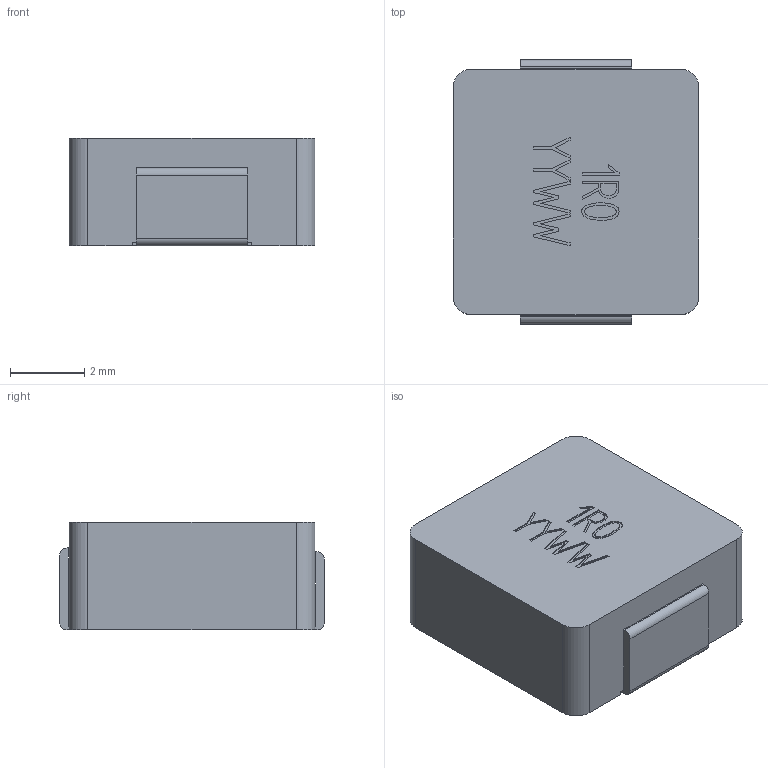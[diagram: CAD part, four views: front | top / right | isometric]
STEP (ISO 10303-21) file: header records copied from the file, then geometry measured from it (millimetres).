
FILE_DESCRIPTION(/* description */ ('Unknown'),/* implementation_level */ '2;1');
FILE_NAME(/* name */ 'HM72L-0630',/* time_stamp */ '2021-12-15T17:03:42+08:00',/* author */ ('Unknown'),/* organization */ ('Unknown'),/* preprocessor_version */ 'ST-DEVELOPER v16.7',/* originating_system */ 'Solid Edge',/* authorisation */ 'Unknown');
FILE_SCHEMA (('AUTOMOTIVE_DESIGN {1 0 10303 214 3 1 1}'));
Length unit declared in the file: millimetre
Products named in the file (1): HM72L-0630XXLF - Page12
Bounding box: 6.6 x 7.1 x 2.9 mm (x, y, z)
Volume: 128.4 mm3; surface area: 192.6 mm2
Topology: 1 solids, 1 shells, 111 faces, 296 edges, 196 vertices
Faces by surface type: plane 98, cylinder 8, bspline 5
Entity records: 4338 total; most frequent: CARTESIAN_POINT 908, ORIENTED_EDGE 588, DIRECTION 455, EDGE_CURVE 294, LINE 209, VECTOR 209, VERTEX_POINT 196, AXIS2_PLACEMENT_3D 123
